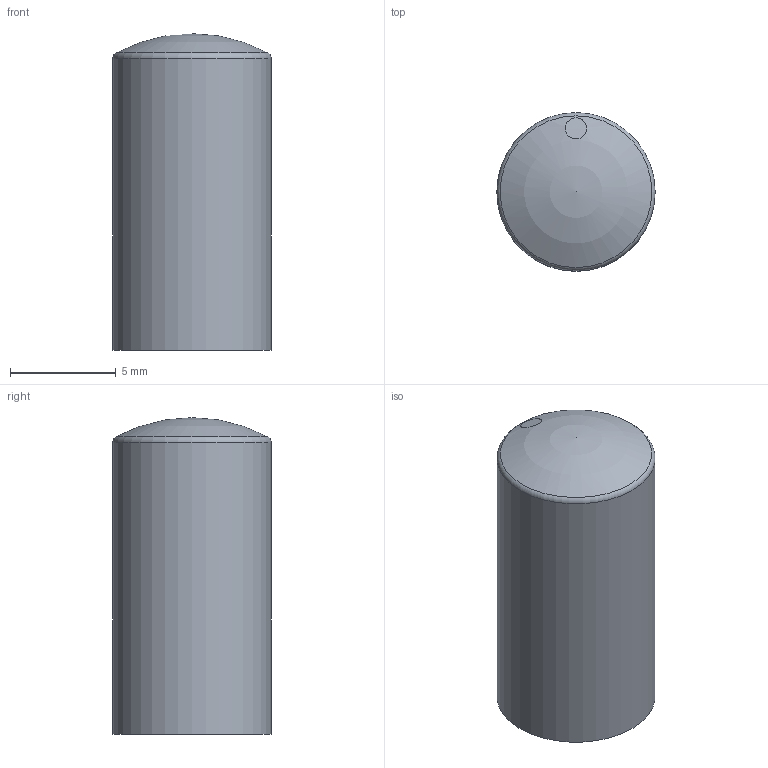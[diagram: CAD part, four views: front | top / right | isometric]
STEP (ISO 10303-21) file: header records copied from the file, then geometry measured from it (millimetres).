
FILE_DESCRIPTION((' '),'2;1');
FILE_NAME( 'Micro Knob-T18 Shaft Light Gray.stp', '2022-08-30T20:45:27', (' '), ('--- Datakit www.datakit.com---'), ' Datakit CrossCadWare V2022.3 Jun 15 2022', 'DATAKIT 2022 (c)', ' ');
FILE_SCHEMA(('AP242_MANAGED_MODEL_BASED_3D_ENGINEERING_MIM_LF { 1 0 10303 442 1 1 4 }'));
Length unit declared in the file: millimetre
Products named in the file (1): Micro Knob-T18 Shaft Light Gray
Bounding box: 7.5 x 7.5 x 15 mm (x, y, z)
Volume: 358.3 mm3; surface area: 609 mm2
Topology: 1 solids, 1 shells, 7 faces, 13 edges, 9 vertices
Faces by surface type: sphere 2, cylinder 2, plane 2, torus 1
Full cylindrical faces by diameter (mm): 6 x1, 7.5 x1
Entity records: 199 total; most frequent: CARTESIAN_POINT 59, DIRECTION 26, AXIS2_PLACEMENT_3D 13, ORIENTED_EDGE 12, EDGE_LOOP 12, FACE_OUTER_BOUND 7, ADVANCED_FACE 7, VERTEX_POINT 6
